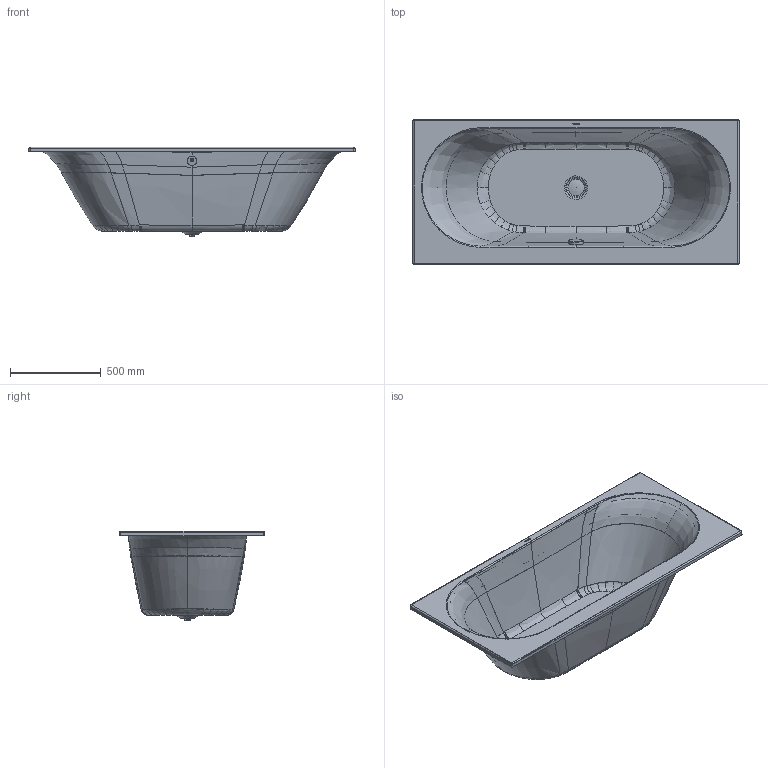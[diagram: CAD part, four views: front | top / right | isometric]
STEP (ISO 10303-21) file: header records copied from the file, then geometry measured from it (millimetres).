
FILE_DESCRIPTION((''),'2;1');
FILE_NAME('700244_1.stp','2011-05-18T20:37:39',('Administrator'),(''),'Autodesk Inventor 2011','Autodesk Inventor 2011','');
FILE_SCHEMA(('AUTOMOTIVE_DESIGN { 1 0 10303 214 1 1 1 1 }'));
Length unit declared in the file: millimetre
Products named in the file (5): 700244_1; 700244; Kelch_90; Stopfen_90; Verschluss_Ueberlauf
Assembly tree (4 placements, depth 2):
  700244_1
    700244
    Kelch_90
    Stopfen_90
    Verschluss_Ueberlauf
Bounding box: 1800.12 x 800.27 x 494.82 mm (x, y, z)
Volume: 77897.8 mm3; surface area: 5306797 mm2
Topology: 3 solids, 4 shells, 572 faces, 1628 edges, 1067 vertices
Faces by surface type: bspline 264, plane 251, cylinder 35, torus 10, sphere 8, cone 4
Full cylindrical faces by diameter (mm): 15 x1, 52 x1, 74 x1, 79.999 x1, 86 x1, 90 x2
Entity records: 30753 total; most frequent: CARTESIAN_POINT 17004, ORIENTED_EDGE 3187, DIRECTION 2027, EDGE_CURVE 1597, VERTEX_POINT 1063, VECTOR 751, LINE 751, AXIS2_PLACEMENT_3D 638
